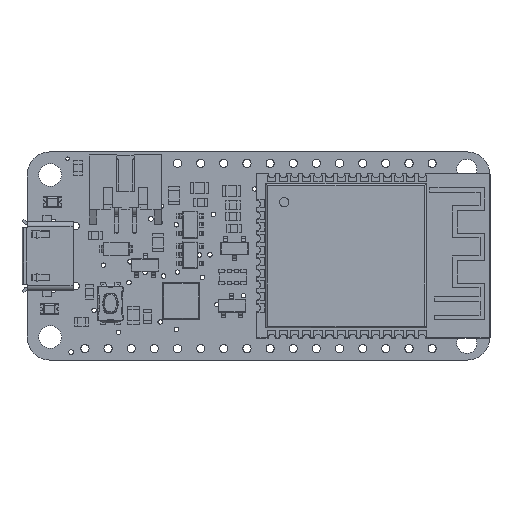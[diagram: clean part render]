
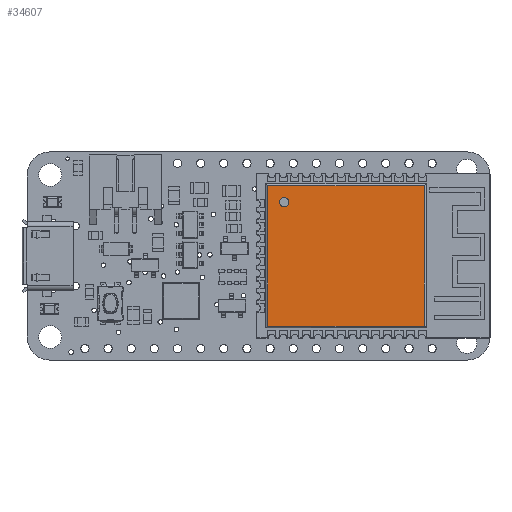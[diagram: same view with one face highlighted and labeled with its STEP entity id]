
A CAD part, top view. The second image highlights one B-rep face of the part: STEP entity #34607.
In plain terms, the highlighted planar face has unit normal (0, 0, 1).
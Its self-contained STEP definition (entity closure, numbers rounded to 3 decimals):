
#569=FACE_BOUND('',#5411,.T.);
#1722=PLANE('',#37289);
#3415=FACE_OUTER_BOUND('',#5410,.T.);
#5410=EDGE_LOOP('',(#31250,#31251,#31252,#31253));
#5411=EDGE_LOOP('',(#31254));
#9184=LINE('',#57049,#13147);
#9185=LINE('',#57053,#13148);
#9188=LINE('',#57061,#13151);
#9190=LINE('',#57065,#13153);
#13147=VECTOR('',#45849,10.);
#13148=VECTOR('',#45854,10.);
#13151=VECTOR('',#45861,10.);
#13153=VECTOR('',#45867,10.);
#14247=CIRCLE('',#37290,0.5);
#17203=VERTEX_POINT('',#57046);
#17204=VERTEX_POINT('',#57048);
#17205=VERTEX_POINT('',#57052);
#17208=VERTEX_POINT('',#57060);
#17212=VERTEX_POINT('',#57077);
#21911=EDGE_CURVE('',#17203,#17204,#9184,.T.);
#21913=EDGE_CURVE('',#17205,#17203,#9185,.T.);
#21917=EDGE_CURVE('',#17204,#17208,#9188,.T.);
#21920=EDGE_CURVE('',#17208,#17205,#9190,.T.);
#21926=EDGE_CURVE('',#17212,#17212,#14247,.T.);
#31250=ORIENTED_EDGE('',*,*,#21911,.F.);
#31251=ORIENTED_EDGE('',*,*,#21913,.F.);
#31252=ORIENTED_EDGE('',*,*,#21920,.F.);
#31253=ORIENTED_EDGE('',*,*,#21917,.F.);
#31254=ORIENTED_EDGE('',*,*,#21926,.F.);
#34607=ADVANCED_FACE('',(#3415,#569),#1722,.T.);
#37289=AXIS2_PLACEMENT_3D('',#57076,#45877,#45878);
#37290=AXIS2_PLACEMENT_3D('',#57078,#45879,#45880);
#45849=DIRECTION('',(0.,1.,0.));
#45854=DIRECTION('',(-1.,0.,0.));
#45861=DIRECTION('',(1.,0.,0.));
#45867=DIRECTION('',(0.,-1.,0.));
#45877=DIRECTION('center_axis',(0.,0.,
1.));
#45878=DIRECTION('ref_axis',(1.,0.,0.));
#45879=DIRECTION('center_axis',(0.,0.,
1.));
#45880=DIRECTION('ref_axis',(1.,0.,0.));
#57046=CARTESIAN_POINT('',(-7.7,-11.95,3.4));
#57048=CARTESIAN_POINT('',(-7.7,5.25,3.4));
#57049=CARTESIAN_POINT('',(-7.7,1.05,3.4));
#57052=CARTESIAN_POINT('',(7.7,-11.95,3.4));
#57053=CARTESIAN_POINT('',(-3.95,-11.95,3.4));
#57060=CARTESIAN_POINT('',(7.7,5.25,3.4));
#57061=CARTESIAN_POINT('',(3.95,5.25,3.4));
#57065=CARTESIAN_POINT('',(7.7,-7.75,3.4));
#57076=CARTESIAN_POINT('Origin',(0.,-3.35,3.4));
#57077=CARTESIAN_POINT('',(-6.4,-10.15,3.4));
#57078=CARTESIAN_POINT('Origin',(-5.9,-10.15,3.4));
